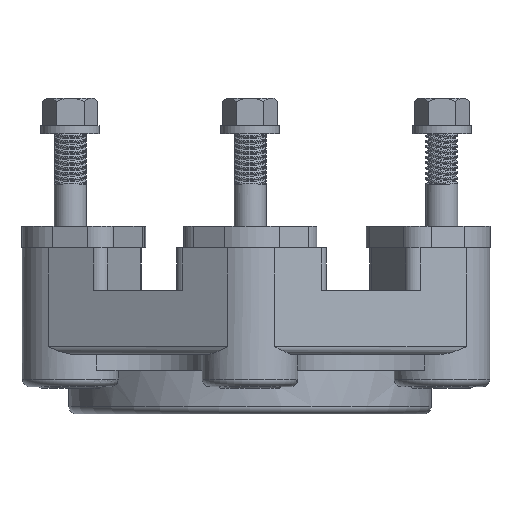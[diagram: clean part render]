
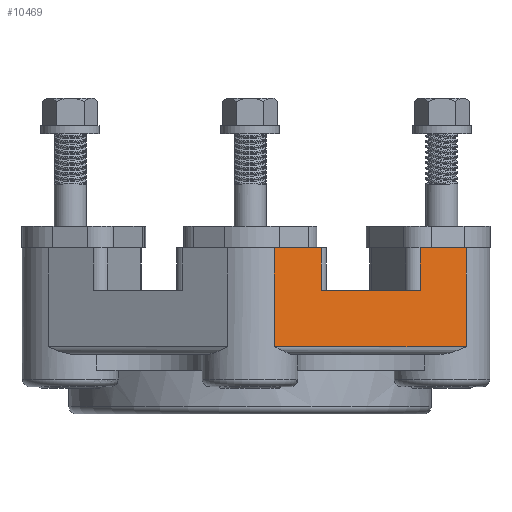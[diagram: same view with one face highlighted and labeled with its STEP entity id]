
A CAD part, left-side view. The second image highlights one B-rep face of the part: STEP entity #10469.
In plain terms, the highlighted face is planar.
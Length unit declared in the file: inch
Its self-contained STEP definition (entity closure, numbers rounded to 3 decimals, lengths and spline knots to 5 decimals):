
#531=PLANE('',#11367);
#1102=FACE_OUTER_BOUND('',#1729,.T.);
#1729=EDGE_LOOP('',(#8915,#8916,#8917,#8918,#8919,#8920,#8921,#8922));
#2711=LINE('',#15290,#3555);
#2718=LINE('',#15325,#3562);
#2725=LINE('',#15350,#3569);
#2726=LINE('',#15355,#3570);
#2744=LINE('',#15415,#3588);
#2795=LINE('',#16011,#3639);
#3274=LINE('',#20035,#4118);
#3275=LINE('',#20036,#4119);
#3555=VECTOR('',#12067,0.3937);
#3562=VECTOR('',#12102,0.3937);
#3569=VECTOR('',#12129,0.3937);
#3570=VECTOR('',#12136,0.3937);
#3588=VECTOR('',#12208,0.3937);
#3639=VECTOR('',#12471,0.3937);
#4118=VECTOR('',#13492,0.3937);
#4119=VECTOR('',#13493,0.3937);
#4431=VERTEX_POINT('',#15287);
#4432=VERTEX_POINT('',#15289);
#4445=VERTEX_POINT('',#15322);
#4446=VERTEX_POINT('',#15324);
#4454=VERTEX_POINT('',#15349);
#4455=VERTEX_POINT('',#15353);
#4606=VERTEX_POINT('',#15992);
#4609=VERTEX_POINT('',#16004);
#5487=EDGE_CURVE('',#4432,#4431,#2711,.T.);
#5504=EDGE_CURVE('',#4446,#4445,#2718,.T.);
#5517=EDGE_CURVE('',#4432,#4454,#2725,.T.);
#5520=EDGE_CURVE('',#4455,#4445,#2726,.T.);
#5551=EDGE_CURVE('',#4454,#4455,#2744,.T.);
#5722=EDGE_CURVE('',#4609,#4606,#2795,.T.);
#6400=EDGE_CURVE('',#4606,#4431,#3274,.T.);
#6401=EDGE_CURVE('',#4446,#4609,#3275,.T.);
#8915=ORIENTED_EDGE('',*,*,#5517,.F.);
#8916=ORIENTED_EDGE('',*,*,#5487,.T.);
#8917=ORIENTED_EDGE('',*,*,#6400,.F.);
#8918=ORIENTED_EDGE('',*,*,#5722,.F.);
#8919=ORIENTED_EDGE('',*,*,#6401,.F.);
#8920=ORIENTED_EDGE('',*,*,#5504,.T.);
#8921=ORIENTED_EDGE('',*,*,#5520,.F.);
#8922=ORIENTED_EDGE('',*,*,#5551,.F.);
#10469=ADVANCED_FACE('',(#1102),#531,.T.);
#11367=AXIS2_PLACEMENT_3D('',#20034,#13490,#13491);
#12067=DIRECTION('',(0.509,0.861,0.));
#12102=DIRECTION('',(0.509,0.861,0.));
#12129=DIRECTION('',(0.,0.,1.));
#12136=DIRECTION('',(0.,0.,-1.));
#12208=DIRECTION('',(-0.509,-0.861,0.));
#12471=DIRECTION('',(0.509,0.861,0.));
#13490=DIRECTION('center_axis',(0.861,-0.509,0.));
#13491=DIRECTION('ref_axis',(0.,0.,-1.));
#13492=DIRECTION('',(0.,0.,-1.));
#13493=DIRECTION('',(0.,0.,1.));
#15287=CARTESIAN_POINT('',(3.06423,-0.28623,-0.5));
#15289=CARTESIAN_POINT('',(2.73965,-0.83533,-0.5));
#15290=CARTESIAN_POINT('',(3.06423,-0.28623,-0.5));
#15322=CARTESIAN_POINT('',(2.05269,-1.99748,-0.5));
#15324=CARTESIAN_POINT('',(1.73423,-2.53623,-0.5));
#15325=CARTESIAN_POINT('',(3.06423,-0.28623,-0.5));
#15349=CARTESIAN_POINT('',(2.73965,-0.83533,0.));
#15350=CARTESIAN_POINT('',(2.73965,-0.83533,0.));
#15353=CARTESIAN_POINT('',(2.05269,-1.99748,0.));
#15355=CARTESIAN_POINT('',(2.05269,-1.99748,0.));
#15415=CARTESIAN_POINT('',(3.39554,0.27426,0.));
#15992=CARTESIAN_POINT('',(3.06423,-0.28623,0.66));
#16004=CARTESIAN_POINT('',(1.73423,-2.53623,0.66));
#16011=CARTESIAN_POINT('',(2.73173,-0.84873,0.66));
#20034=CARTESIAN_POINT('Origin',(3.06423,-0.28623,0.));
#20035=CARTESIAN_POINT('',(3.06423,-0.28623,0.));
#20036=CARTESIAN_POINT('',(1.73423,-2.53623,0.));
